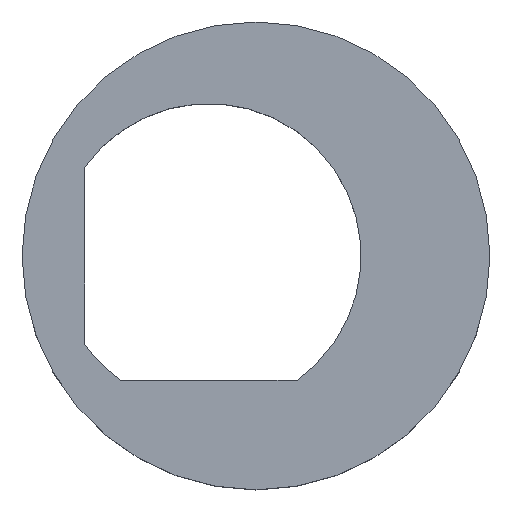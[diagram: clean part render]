
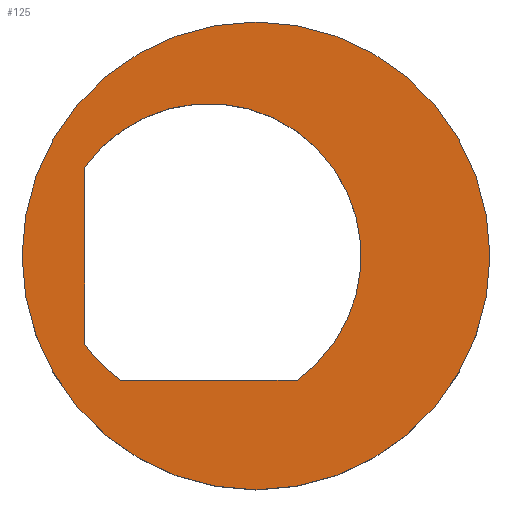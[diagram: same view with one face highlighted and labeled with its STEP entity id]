
A CAD part, top view. The second image highlights one B-rep face of the part: STEP entity #125.
In plain terms, the highlighted planar face has unit normal (0, 0, 1).
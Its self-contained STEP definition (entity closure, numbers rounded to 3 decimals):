
#16=FACE_BOUND('',#41,.T.);
#18=CIRCLE('',#131,6.45);
#20=CIRCLE('',#135,6.45);
#21=CIRCLE('',#137,9.9);
#32=FACE_OUTER_BOUND('',#40,.T.);
#40=EDGE_LOOP('',(#110));
#41=EDGE_LOOP('',(#111,#112,#113,#114));
#44=LINE('',#186,#53);
#49=LINE('',#199,#58);
#53=VECTOR('',#147,10.);
#58=VECTOR('',#160,10.);
#62=VERTEX_POINT('',#183);
#63=VERTEX_POINT('',#185);
#65=VERTEX_POINT('',#191);
#67=VERTEX_POINT('',#197);
#68=VERTEX_POINT('',#204);
#72=EDGE_CURVE('',#63,#62,#44,.T.);
#76=EDGE_CURVE('',#62,#65,#18,.T.);
#79=EDGE_CURVE('',#65,#67,#49,.T.);
#81=EDGE_CURVE('',#67,#63,#20,.T.);
#82=EDGE_CURVE('',#68,#68,#21,.T.);
#110=ORIENTED_EDGE('',*,*,#82,.T.);
#111=ORIENTED_EDGE('',*,*,#72,.T.);
#112=ORIENTED_EDGE('',*,*,#76,.T.);
#113=ORIENTED_EDGE('',*,*,#79,.T.);
#114=ORIENTED_EDGE('',*,*,#81,.T.);
#118=PLANE('',#140);
#125=ADVANCED_FACE('',(#32,#16),#118,.F.);
#131=AXIS2_PLACEMENT_3D('',#193,#154,#155);
#135=AXIS2_PLACEMENT_3D('',#202,#165,#166);
#137=AXIS2_PLACEMENT_3D('',#205,#169,#170);
#140=AXIS2_PLACEMENT_3D('',#210,#176,#177);
#147=DIRECTION('',(0.,1.,0.));
#154=DIRECTION('center_axis',(0.,0.,-1.));
#155=DIRECTION('ref_axis',(-0.815,0.58,0.));
#160=DIRECTION('',(-1.,0.,0.));
#165=DIRECTION('center_axis',(0.,0.,-1.));
#166=DIRECTION('ref_axis',(-0.58,-0.815,0.));
#169=DIRECTION('center_axis',(0.,0.,1.));
#170=DIRECTION('ref_axis',(-1.,0.,0.));
#176=DIRECTION('center_axis',(0.,0.,-1.));
#177=DIRECTION('ref_axis',(-1.,0.,0.));
#183=CARTESIAN_POINT('',(-5.256,3.738,4.87));
#185=CARTESIAN_POINT('',(-5.256,-3.738,4.87));
#186=CARTESIAN_POINT('',(-5.256,1.869,4.87));
#191=CARTESIAN_POINT('',(3.738,-5.256,4.87));
#193=CARTESIAN_POINT('Origin',(0.,0.,
4.87));
#197=CARTESIAN_POINT('',(-3.738,-5.256,4.87));
#199=CARTESIAN_POINT('',(-0.869,-5.256,4.87));
#202=CARTESIAN_POINT('Origin',(0.,0.,
4.87));
#204=CARTESIAN_POINT('',(11.9,0.,4.87));
#205=CARTESIAN_POINT('Origin',(2.,0.,4.87));
#210=CARTESIAN_POINT('Origin',(2.,0.,4.87));
